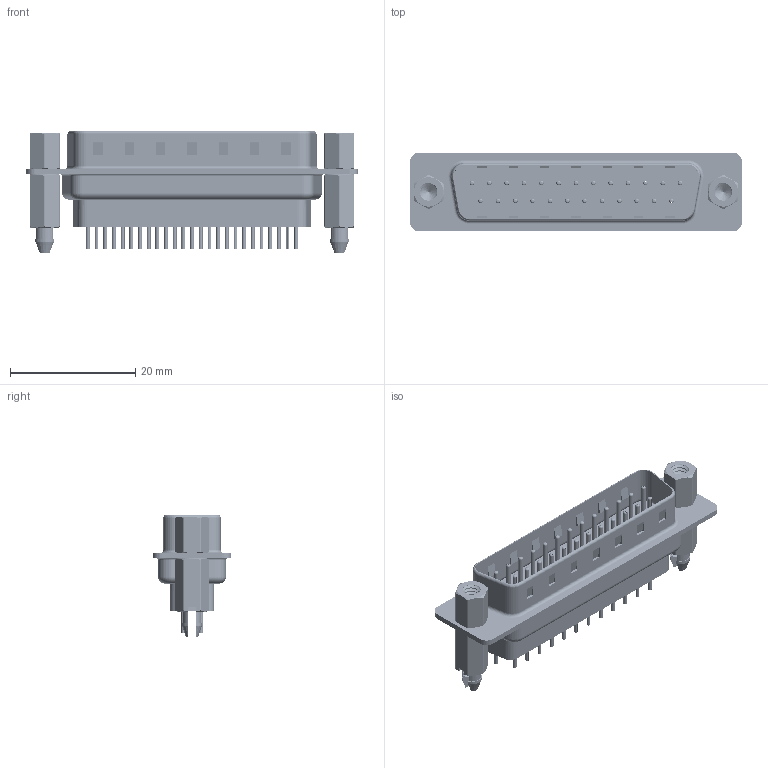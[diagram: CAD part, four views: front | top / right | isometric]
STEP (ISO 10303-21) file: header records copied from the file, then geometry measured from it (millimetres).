
FILE_DESCRIPTION (( 'STEP AP203' ), '1' );
FILE_NAME ('627-025-228-067.STEP', '2020-07-21T16:40:36', ( '' ), ( '' ), 'SwSTEP 2.0', 'SolidWorks 2020', '' );
FILE_SCHEMA (( 'CONFIG_CONTROL_DESIGN' ));
Length unit declared in the file: millimetre
Products named in the file (8): 627 Housing_25 FF; 627-025-228-067; 627 4-40 Threaded Boardlock_FF; 627 Contact Row 2_28L; 627 Contact Row 1_28L; 627 4-40 Hex Standoff; 627 Shell Front_25 Contacts; 627 Shell Rear_25 Contacts
Assembly tree (32 placements, depth 2):
  627-025-228-067
    627 Housing_25 FF
    627 Shell Front_25 Contacts
    627 Shell Rear_25 Contacts
    627 Contact Row 1_28L  x13
    627 Contact Row 2_28L  x12
    627 4-40 Hex Standoff  x2
    627 4-40 Threaded Boardlock_FF  x2
Bounding box: 53 x 12.6 x 19.4 mm (x, y, z)
Volume: 3671.3 mm3; surface area: 9872.3 mm2
Topology: 33 solids, 33 shells, 3169 faces, 8379 edges, 5235 vertices
Faces by surface type: cylinder 1255, plane 831, torus 731, cone 286, bspline 66
Entity records: 48319 total; most frequent: CARTESIAN_POINT 23896, DIRECTION 4898, ORIENTED_EDGE 4762, EDGE_CURVE 2381, AXIS2_PLACEMENT_3D 1923, VERTEX_POINT 1532, EDGE_LOOP 1127, VECTOR 1052
